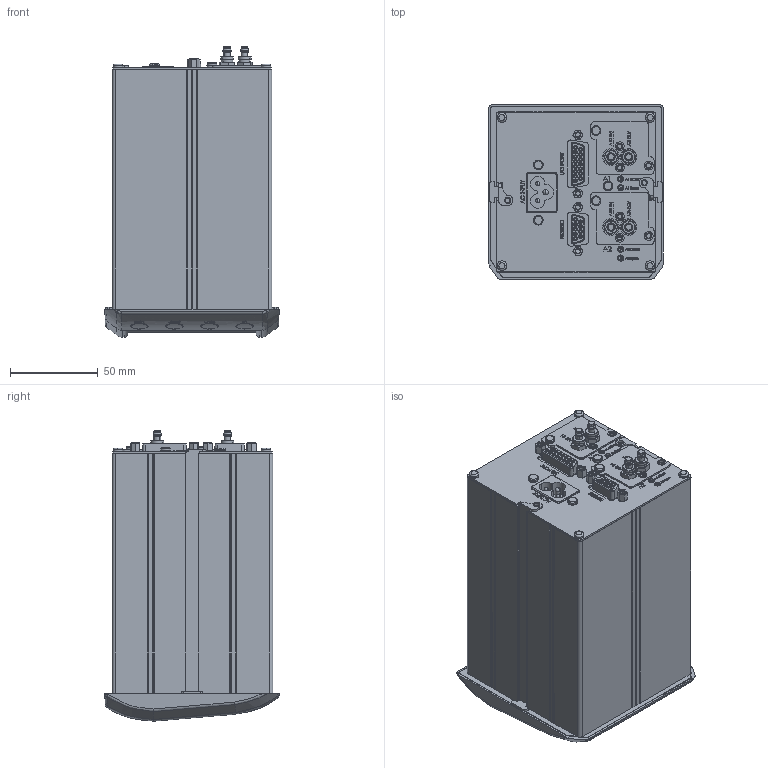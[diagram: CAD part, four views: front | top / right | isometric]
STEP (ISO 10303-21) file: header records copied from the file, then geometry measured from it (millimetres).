
FILE_DESCRIPTION (( 'STEP AP214' ), '1' );
FILE_NAME ('ML-CP-A.STEP', '2025-11-11T06:09:23', ( 'User' ), ( 'user' ), 'SwSTEP 2.0', 'SolidWorks 2020', '' );
FILE_SCHEMA (( 'AUTOMOTIVE_DESIGN' ));
Length unit declared in the file: millimetre
Products named in the file (1): ML-CP-A
Bounding box: 99.45 x 99.45 x 165.4 mm (x, y, z)
Surface area: 121787.4 mm2 (no closed solid volume)
Topology: 0 solids, 110 shells, 1198 faces, 4928 edges, 3811 vertices
Faces by surface type: plane 511, cylinder 350, bspline 165, torus 102, cone 64, sphere 6
Entity records: 79571 total; most frequent: CARTESIAN_POINT 28369, DIRECTION 7064, ORIENTED_EDGE 6920, EDGE_CURVE 4920, VERTEX_POINT 3807, VECTOR 2760, LINE 2760, AXIS2_PLACEMENT_3D 2152
